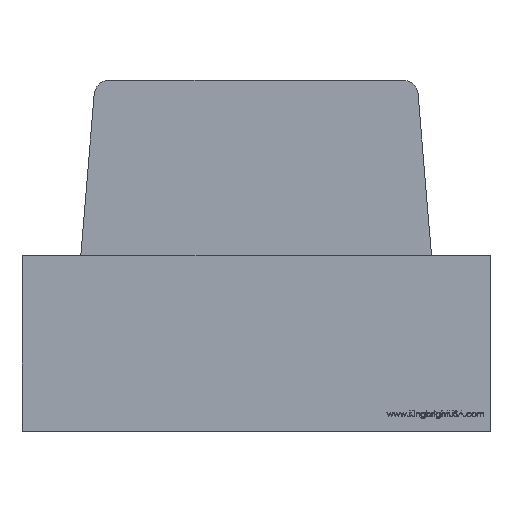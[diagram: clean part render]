
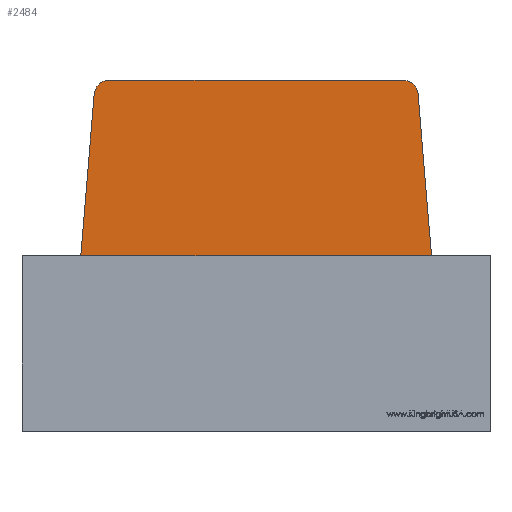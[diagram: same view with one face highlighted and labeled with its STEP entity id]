
A CAD part, top view. The second image highlights one B-rep face of the part: STEP entity #2484.
In plain terms, the highlighted planar face has unit normal (0, 0, 1).
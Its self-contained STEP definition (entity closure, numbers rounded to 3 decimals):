
#2484 = ADVANCED_FACE ( 'NONE', ( #15279 ), #15306, .T. ) ;
#2487 = ORIENTED_EDGE ( 'NONE', *, *, #2502, .T. ) ;
#2492 = ORIENTED_EDGE ( 'NONE', *, *, #2588, .T. ) ;
#2493 = ORIENTED_EDGE ( 'NONE', *, *, #2501, .T. ) ;
#2494 = EDGE_LOOP ( 'NONE', ( #2557, #2487, #2558, #2493, #2492, #2561 ) ) ;
#2501 = EDGE_CURVE ( 'NONE', #2632, #2589, #15331, .T. ) ;
#2502 = EDGE_CURVE ( 'NONE', #2583, #2573, #15326, .T. ) ;
#2508 = EDGE_CURVE ( 'NONE', #2590, #2627, #15387, .T. ) ;
#2557 = ORIENTED_EDGE ( 'NONE', *, *, #2626, .T. ) ;
#2558 = ORIENTED_EDGE ( 'NONE', *, *, #2572, .T. ) ;
#2561 = ORIENTED_EDGE ( 'NONE', *, *, #2508, .T. ) ;
#2572 = EDGE_CURVE ( 'NONE', #2573, #2632, #15560, .T. ) ;
#2573 = VERTEX_POINT ( 'NONE', #15552 ) ;
#2583 = VERTEX_POINT ( 'NONE', #15588 ) ;
#2588 = EDGE_CURVE ( 'NONE', #2589, #2590, #15568, .T. ) ;
#2589 = VERTEX_POINT ( 'NONE', #15626 ) ;
#2590 = VERTEX_POINT ( 'NONE', #15625 ) ;
#2626 = EDGE_CURVE ( 'NONE', #2627, #2583, #15752, .T. ) ;
#2627 = VERTEX_POINT ( 'NONE', #15748 ) ;
#2632 = VERTEX_POINT ( 'NONE', #15743 ) ;
#15279 = FACE_OUTER_BOUND ( 'NONE', #2494, .T. ) ;
#15301 = DIRECTION ( 'NONE',  ( 1., 0., 0. ) ) ;
#15302 = DIRECTION ( 'NONE',  ( 0., 0., 1. ) ) ;
#15303 = CARTESIAN_POINT ( 'NONE',  ( 0., -1.397, 0.3 ) ) ;
#15304 = AXIS2_PLACEMENT_3D ( 'NONE', #15303, #15302, #15301 ) ;
#15306 = PLANE ( 'NONE',  #15304 ) ;
#15322 = DIRECTION ( 'NONE',  ( 1., 0., 0. ) ) ;
#15323 = DIRECTION ( 'NONE',  ( 0., 0., 1. ) ) ;
#15324 = CARTESIAN_POINT ( 'NONE',  ( 0.504, 0.85, 0.3 ) ) ;
#15325 = AXIS2_PLACEMENT_3D ( 'NONE', #15324, #15323, #15322 ) ;
#15326 = CIRCLE ( 'NONE', #15325, 0.05 ) ;
#15328 = DIRECTION ( 'NONE',  ( 1., 0., 0. ) ) ;
#15329 = DIRECTION ( 'NONE',  ( 0., 0., 1. ) ) ;
#15330 = AXIS2_PLACEMENT_3D ( 'NONE', #15336, #15329, #15328 ) ;
#15331 = CIRCLE ( 'NONE', #15330, 0.05 ) ;
#15336 = CARTESIAN_POINT ( 'NONE',  ( -0.504, 0.85, 0.3 ) ) ;
#15384 = DIRECTION ( 'NONE',  ( 1., 0., 0. ) ) ;
#15385 = VECTOR ( 'NONE', #15384, 1000. ) ;
#15386 = CARTESIAN_POINT ( 'NONE',  ( 0., 0.3, 0.3 ) ) ;
#15387 = LINE ( 'NONE', #15386, #15385 ) ;
#15552 = CARTESIAN_POINT ( 'NONE',  ( 0.504, 0.9, 0.3 ) ) ;
#15553 = DIRECTION ( 'NONE',  ( -1., 0., 0. ) ) ;
#15554 = VECTOR ( 'NONE', #15553, 1000. ) ;
#15555 = CARTESIAN_POINT ( 'NONE',  ( 0., 0.9, 0.3 ) ) ;
#15560 = LINE ( 'NONE', #15555, #15554 ) ;
#15568 = LINE ( 'NONE', #15629, #15628 ) ;
#15588 = CARTESIAN_POINT ( 'NONE',  ( 0.554, 0.854, 0.3 ) ) ;
#15625 = CARTESIAN_POINT ( 'NONE',  ( -0.6, 0.3, 0.3 ) ) ;
#15626 = CARTESIAN_POINT ( 'NONE',  ( -0.554, 0.854, 0.3 ) ) ;
#15627 = DIRECTION ( 'NONE',  ( -0.083, -0.997, 0. ) ) ;
#15628 = VECTOR ( 'NONE', #15627, 1000. ) ;
#15629 = CARTESIAN_POINT ( 'NONE',  ( -0.736, -1.336, 0.3 ) ) ;
#15743 = CARTESIAN_POINT ( 'NONE',  ( -0.504, 0.9, 0.3 ) ) ;
#15748 = CARTESIAN_POINT ( 'NONE',  ( 0.6, 0.3, 0.3 ) ) ;
#15749 = DIRECTION ( 'NONE',  ( -0.083, 0.997, 0. ) ) ;
#15750 = VECTOR ( 'NONE', #15749, 1000. ) ;
#15751 = CARTESIAN_POINT ( 'NONE',  ( 0.736, -1.336, 0.3 ) ) ;
#15752 = LINE ( 'NONE', #15751, #15750 ) ;
